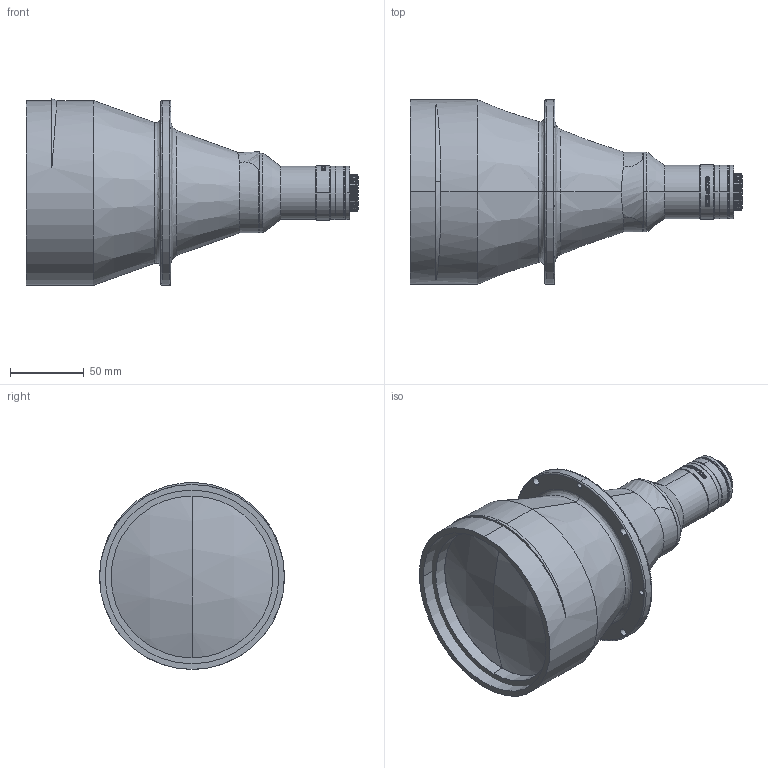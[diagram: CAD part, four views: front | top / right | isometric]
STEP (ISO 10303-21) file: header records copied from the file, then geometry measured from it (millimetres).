
FILE_DESCRIPTION (( 'STEP AP203' ), '1' );
FILE_NAME ('610002.STEP', '2021-08-09T01:32:30', ( '' ), ( '' ), 'SwSTEP 2.0', 'SolidWorks 2020', '' );
FILE_SCHEMA (( 'CONFIG_CONTROL_DESIGN' ));
Length unit declared in the file: millimetre
Products named in the file (1): 610002
Bounding box: 224.5 x 125 x 126.27 mm (x, y, z)
Surface area: 173264.8 mm2 (no closed solid volume)
Topology: 0 solids, 9 shells, 502 faces, 1325 edges, 857 vertices
Faces by surface type: bspline 178, cylinder 144, plane 102, cone 76, sphere 2
Entity records: 19463 total; most frequent: CARTESIAN_POINT 8286, ORIENTED_EDGE 2642, DIRECTION 1814, EDGE_CURVE 1325, VERTEX_POINT 857, AXIS2_PLACEMENT_3D 764, B_SPLINE_CURVE_WITH_KNOTS 580, EDGE_LOOP 554
